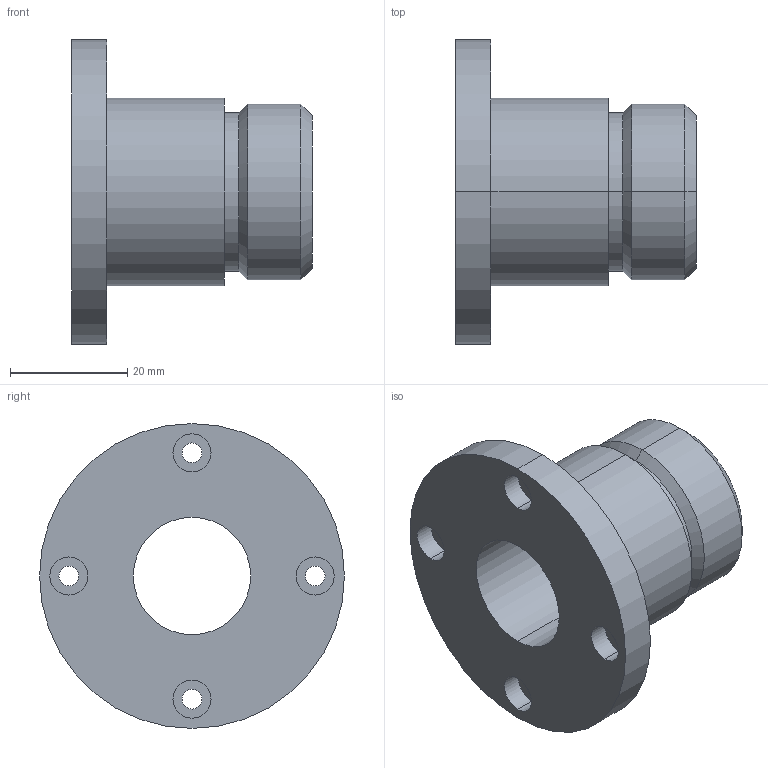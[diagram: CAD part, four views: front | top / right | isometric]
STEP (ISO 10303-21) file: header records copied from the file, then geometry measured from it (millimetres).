
FILE_DESCRIPTION (( 'STEP AP214' ), '1' );
FILE_NAME ('MNP_05.STEP', '2025-03-25T00:05:58', ( '' ), ( '' ), 'SwSTEP 2.0', 'SolidWorks 2024', '' );
FILE_SCHEMA (( 'AUTOMOTIVE_DESIGN' ));
Length unit declared in the file: millimetre
Products named in the file (1): MNP_05
Bounding box: 41 x 52 x 52 mm (x, y, z)
Volume: 25399.2 mm3; surface area: 10964.3 mm2
Topology: 1 solids, 1 shells, 38 faces, 84 edges, 54 vertices
Faces by surface type: cylinder 26, plane 8, cone 4
Entity records: 1117 total; most frequent: DIRECTION 216, CARTESIAN_POINT 177, ORIENTED_EDGE 168, AXIS2_PLACEMENT_3D 93, EDGE_CURVE 84, EDGE_LOOP 54, CIRCLE 54, VERTEX_POINT 54
